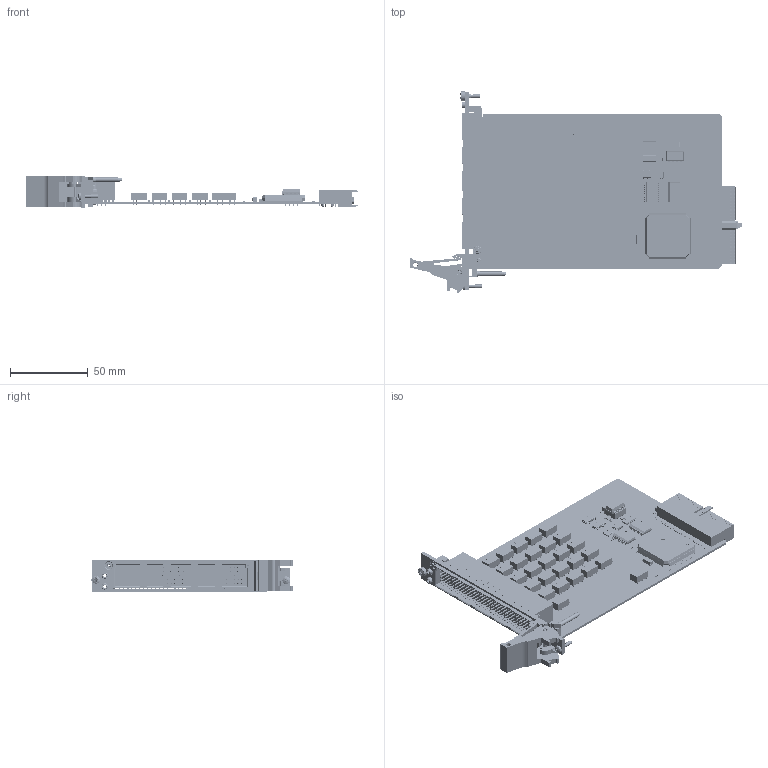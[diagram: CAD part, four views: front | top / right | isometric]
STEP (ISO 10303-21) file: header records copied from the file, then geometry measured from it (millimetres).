
FILE_DESCRIPTION (( 'STEP AP214' ), '1' );
FILE_NAME ('40-139-202 PXI 26 x DPDT 2A Relay Module.STEP', '2013-08-21T13:06:09', ( 'admin' ), ( '' ), 'SwSTEP 2.0', 'SolidWorks 2012', '' );
FILE_SCHEMA (( 'AUTOMOTIVE_DESIGN' ));
Length unit declared in the file: millimetre
Products named in the file (1): 40-139-202 PXI 26 x DPDT 2A Relay Module
Bounding box: 214.01 x 129.67 x 20 mm (x, y, z)
Surface area: 73653.7 mm2 (no closed solid volume)
Topology: 0 solids, 1102 shells, 5616 faces, 25201 edges, 19921 vertices
Faces by surface type: plane 4569, cylinder 999, cone 28, bspline 12, torus 4, sphere 4
Full cylindrical faces by diameter (mm): 0.4 x216, 0.6 x110, 0.75 x176, 1.1 x124, 1.496 x2, 2 x7, 2.05 x3, 2.497 x1, 2.5 x5, 2.595 x1, 2.8 x1, 3 x3, 4 x2, 4.594 x1, 4.603 x1, 4.7 x3, 5 x3, 5.3 x1, 6 x1
Entity records: 317646 total; most frequent: CARTESIAN_POINT 58653, DIRECTION 38845, ORIENTED_EDGE 32800, EDGE_CURVE 24391, VECTOR 20037, LINE 20037, VERTEX_POINT 19802, AXIS2_PLACEMENT_3D 9404
